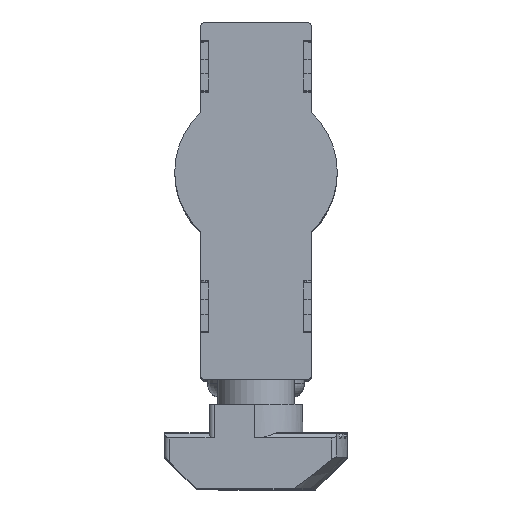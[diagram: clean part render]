
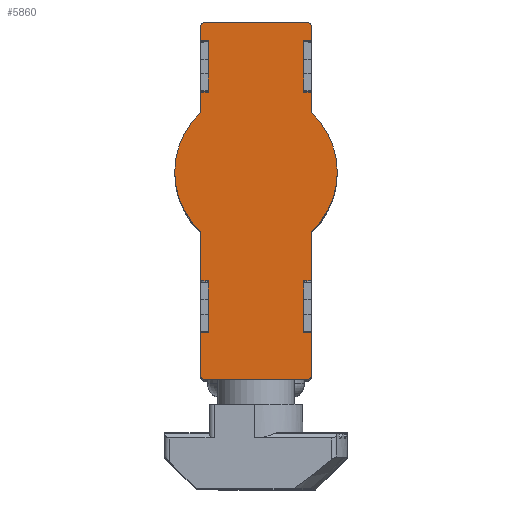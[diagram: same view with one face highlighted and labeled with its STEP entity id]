
A CAD part, top view. The second image highlights one B-rep face of the part: STEP entity #5860.
In plain terms, the highlighted planar face has unit normal (0, 0, 1).
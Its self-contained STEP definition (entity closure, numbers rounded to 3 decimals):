
#223=PLANE('',#6428);
#424=LINE('',#13276,#923);
#438=LINE('',#13305,#937);
#454=LINE('',#13338,#953);
#470=LINE('',#13371,#969);
#545=LINE('',#13541,#1044);
#548=LINE('',#13547,#1047);
#551=LINE('',#13555,#1050);
#553=LINE('',#13560,#1052);
#557=LINE('',#13568,#1056);
#559=LINE('',#13574,#1058);
#562=LINE('',#13580,#1061);
#566=LINE('',#13592,#1065);
#567=LINE('',#13595,#1066);
#569=LINE('',#13601,#1068);
#572=LINE('',#13607,#1071);
#573=LINE('',#13611,#1072);
#577=LINE('',#13620,#1076);
#581=LINE('',#13628,#1080);
#583=LINE('',#13634,#1082);
#586=LINE('',#13640,#1085);
#590=LINE('',#13652,#1089);
#591=LINE('',#13655,#1090);
#923=VECTOR('',#7313,1000.);
#937=VECTOR('',#7333,1000.);
#953=VECTOR('',#7355,1000.);
#969=VECTOR('',#7377,1000.);
#1044=VECTOR('',#7494,1000.);
#1047=VECTOR('',#7499,1000.);
#1050=VECTOR('',#7504,1000.);
#1052=VECTOR('',#7508,1000.);
#1056=VECTOR('',#7516,1000.);
#1058=VECTOR('',#7522,1000.);
#1061=VECTOR('',#7527,1000.);
#1065=VECTOR('',#7539,1000.);
#1066=VECTOR('',#7544,1000.);
#1068=VECTOR('',#7550,1000.);
#1071=VECTOR('',#7555,1000.);
#1072=VECTOR('',#7558,1000.);
#1076=VECTOR('',#7564,1000.);
#1080=VECTOR('',#7572,1000.);
#1082=VECTOR('',#7578,1000.);
#1085=VECTOR('',#7583,1000.);
#1089=VECTOR('',#7595,1000.);
#1090=VECTOR('',#7600,1000.);
#1572=CIRCLE('',#6408,8.45);
#1578=CIRCLE('',#6424,8.45);
#1580=CIRCLE('',#6429,0.5);
#1581=CIRCLE('',#6430,0.5);
#1582=CIRCLE('',#6431,0.5);
#1583=CIRCLE('',#6432,0.5);
#1841=FACE_OUTER_BOUND('',#2194,.T.);
#2194=EDGE_LOOP('',(#4717,#4718,#4719,#4720,#4721,#4722,#4723,#4724,#4725,
#4726,#4727,#4728,#4729,#4730,#4731,#4732,#4733,#4734,#4735,#4736,#4737,
#4738,#4739,#4740,#4741,#4742,#4743,#4744));
#2657=VERTEX_POINT('',#13273);
#2658=VERTEX_POINT('',#13275);
#2669=VERTEX_POINT('',#13302);
#2670=VERTEX_POINT('',#13304);
#2683=VERTEX_POINT('',#13335);
#2684=VERTEX_POINT('',#13337);
#2697=VERTEX_POINT('',#13368);
#2698=VERTEX_POINT('',#13370);
#2772=VERTEX_POINT('',#13539);
#2774=VERTEX_POINT('',#13545);
#2777=VERTEX_POINT('',#13552);
#2778=VERTEX_POINT('',#13554);
#2779=VERTEX_POINT('',#13558);
#2780=VERTEX_POINT('',#13559);
#2784=VERTEX_POINT('',#13572);
#2786=VERTEX_POINT('',#13578);
#2788=VERTEX_POINT('',#13584);
#2790=VERTEX_POINT('',#13590);
#2792=VERTEX_POINT('',#13599);
#2794=VERTEX_POINT('',#13605);
#2795=VERTEX_POINT('',#13609);
#2796=VERTEX_POINT('',#13610);
#2799=VERTEX_POINT('',#13618);
#2800=VERTEX_POINT('',#13619);
#2804=VERTEX_POINT('',#13632);
#2806=VERTEX_POINT('',#13638);
#2808=VERTEX_POINT('',#13644);
#2810=VERTEX_POINT('',#13650);
#3320=EDGE_CURVE('',#2658,#2657,#424,.T.);
#3334=EDGE_CURVE('',#2670,#2669,#438,.T.);
#3350=EDGE_CURVE('',#2684,#2683,#454,.T.);
#3366=EDGE_CURVE('',#2698,#2697,#470,.T.);
#3456=EDGE_CURVE('',#2697,#2772,#545,.T.);
#3459=EDGE_CURVE('',#2772,#2774,#548,.T.);
#3462=EDGE_CURVE('',#2778,#2777,#551,.T.);
#3464=EDGE_CURVE('',#2779,#2780,#553,.T.);
#3469=EDGE_CURVE('',#2780,#2684,#557,.T.);
#3472=EDGE_CURVE('',#2683,#2784,#559,.T.);
#3475=EDGE_CURVE('',#2784,#2786,#562,.T.);
#3478=EDGE_CURVE('',#2786,#2788,#1572,.T.);
#3481=EDGE_CURVE('',#2788,#2790,#566,.T.);
#3483=EDGE_CURVE('',#2790,#2670,#567,.T.);
#3486=EDGE_CURVE('',#2669,#2792,#569,.T.);
#3489=EDGE_CURVE('',#2792,#2794,#572,.T.);
#3490=EDGE_CURVE('',#2795,#2796,#573,.T.);
#3494=EDGE_CURVE('',#2799,#2800,#577,.T.);
#3499=EDGE_CURVE('',#2800,#2658,#581,.T.);
#3502=EDGE_CURVE('',#2657,#2804,#583,.T.);
#3505=EDGE_CURVE('',#2804,#2806,#586,.T.);
#3508=EDGE_CURVE('',#2806,#2808,#1578,.T.);
#3511=EDGE_CURVE('',#2808,#2810,#590,.T.);
#3513=EDGE_CURVE('',#2810,#2698,#591,.T.);
#3514=EDGE_CURVE('',#2794,#2795,#1580,.T.);
#3515=EDGE_CURVE('',#2796,#2799,#1581,.T.);
#3516=EDGE_CURVE('',#2774,#2778,#1582,.T.);
#3517=EDGE_CURVE('',#2777,#2779,#1583,.T.);
#4717=ORIENTED_EDGE('',*,*,#3489,.T.);
#4718=ORIENTED_EDGE('',*,*,#3514,.T.);
#4719=ORIENTED_EDGE('',*,*,#3490,.T.);
#4720=ORIENTED_EDGE('',*,*,#3515,.T.);
#4721=ORIENTED_EDGE('',*,*,#3494,.T.);
#4722=ORIENTED_EDGE('',*,*,#3499,.T.);
#4723=ORIENTED_EDGE('',*,*,#3320,.T.);
#4724=ORIENTED_EDGE('',*,*,#3502,.T.);
#4725=ORIENTED_EDGE('',*,*,#3505,.T.);
#4726=ORIENTED_EDGE('',*,*,#3508,.T.);
#4727=ORIENTED_EDGE('',*,*,#3511,.T.);
#4728=ORIENTED_EDGE('',*,*,#3513,.T.);
#4729=ORIENTED_EDGE('',*,*,#3366,.T.);
#4730=ORIENTED_EDGE('',*,*,#3456,.T.);
#4731=ORIENTED_EDGE('',*,*,#3459,.T.);
#4732=ORIENTED_EDGE('',*,*,#3516,.T.);
#4733=ORIENTED_EDGE('',*,*,#3462,.T.);
#4734=ORIENTED_EDGE('',*,*,#3517,.T.);
#4735=ORIENTED_EDGE('',*,*,#3464,.T.);
#4736=ORIENTED_EDGE('',*,*,#3469,.T.);
#4737=ORIENTED_EDGE('',*,*,#3350,.T.);
#4738=ORIENTED_EDGE('',*,*,#3472,.T.);
#4739=ORIENTED_EDGE('',*,*,#3475,.T.);
#4740=ORIENTED_EDGE('',*,*,#3478,.T.);
#4741=ORIENTED_EDGE('',*,*,#3481,.T.);
#4742=ORIENTED_EDGE('',*,*,#3483,.T.);
#4743=ORIENTED_EDGE('',*,*,#3334,.T.);
#4744=ORIENTED_EDGE('',*,*,#3486,.T.);
#5860=ADVANCED_FACE('',(#1841),#223,.T.);
#6408=AXIS2_PLACEMENT_3D('',#13586,#7533,#7534);
#6424=AXIS2_PLACEMENT_3D('',#13646,#7589,#7590);
#6428=AXIS2_PLACEMENT_3D('',#13656,#7601,#7602);
#6429=AXIS2_PLACEMENT_3D('',#13657,#7603,#7604);
#6430=AXIS2_PLACEMENT_3D('',#13658,#7605,#7606);
#6431=AXIS2_PLACEMENT_3D('',#13659,#7607,#7608);
#6432=AXIS2_PLACEMENT_3D('',#13660,#7609,#7610);
#7313=DIRECTION('',(-1.,0.,0.));
#7333=DIRECTION('',(1.,0.,0.));
#7355=DIRECTION('',(1.,0.,0.));
#7377=DIRECTION('',(-1.,0.,0.));
#7494=DIRECTION('',(0.,1.,0.));
#7499=DIRECTION('',(-1.,0.,0.));
#7504=DIRECTION('',(0.,-1.,0.));
#7508=DIRECTION('',(1.,0.,0.));
#7516=DIRECTION('',(0.,1.,0.));
#7522=DIRECTION('',(0.,-1.,0.));
#7527=DIRECTION('',(1.,0.,0.));
#7533=DIRECTION('center_axis',(0.,0.,1.));
#7534=DIRECTION('ref_axis',(1.,0.,0.));
#7539=DIRECTION('',(1.,0.,0.));
#7544=DIRECTION('',(0.,1.,0.));
#7550=DIRECTION('',(0.,-1.,0.));
#7555=DIRECTION('',(1.,0.,0.));
#7558=DIRECTION('',(0.,1.,0.));
#7564=DIRECTION('',(-1.,0.,0.));
#7572=DIRECTION('',(0.,-1.,0.));
#7578=DIRECTION('',(0.,1.,0.));
#7583=DIRECTION('',(-1.,0.,0.));
#7589=DIRECTION('center_axis',(0.,0.,1.));
#7590=DIRECTION('ref_axis',(1.,0.,0.));
#7595=DIRECTION('',(-1.,0.,0.));
#7600=DIRECTION('',(0.,-1.,0.));
#7601=DIRECTION('center_axis',(0.,0.,1.));
#7602=DIRECTION('ref_axis',(1.,0.,0.));
#7603=DIRECTION('center_axis',(0.,0.,1.));
#7604=DIRECTION('ref_axis',(1.,0.,0.));
#7605=DIRECTION('center_axis',(0.,0.,1.));
#7606=DIRECTION('ref_axis',(1.,0.,0.));
#7607=DIRECTION('center_axis',(0.,0.,1.));
#7608=DIRECTION('ref_axis',(1.,0.,0.));
#7609=DIRECTION('center_axis',(0.,0.,1.));
#7610=DIRECTION('ref_axis',(1.,0.,0.));
#13273=CARTESIAN_POINT('',(8.3,4.95,1.4));
#13275=CARTESIAN_POINT('',(13.7,4.95,1.4));
#13276=CARTESIAN_POINT('',(8.3,4.95,1.4));
#13302=CARTESIAN_POINT('',(13.7,-4.95,1.4));
#13304=CARTESIAN_POINT('',(8.3,-4.95,1.4));
#13305=CARTESIAN_POINT('',(8.3,-4.95,1.4));
#13335=CARTESIAN_POINT('',(-11.3,-4.95,1.4));
#13337=CARTESIAN_POINT('',(-16.7,-4.95,1.4));
#13338=CARTESIAN_POINT('',(-16.7,-4.95,1.4));
#13368=CARTESIAN_POINT('',(-16.7,4.95,1.4));
#13370=CARTESIAN_POINT('',(-11.3,4.95,1.4));
#13371=CARTESIAN_POINT('',(-16.7,4.95,1.4));
#13539=CARTESIAN_POINT('',(-16.7,5.75,1.4));
#13541=CARTESIAN_POINT('',(-16.7,5.75,1.4));
#13545=CARTESIAN_POINT('',(-21.1,5.75,1.4));
#13547=CARTESIAN_POINT('',(-21.6,5.75,1.4));
#13552=CARTESIAN_POINT('',(-21.6,-5.25,1.4));
#13554=CARTESIAN_POINT('',(-21.6,5.25,1.4));
#13555=CARTESIAN_POINT('',(-21.6,5.75,1.4));
#13558=CARTESIAN_POINT('',(-21.1,-5.75,1.4));
#13559=CARTESIAN_POINT('',(-16.7,-5.75,1.4));
#13560=CARTESIAN_POINT('',(-21.6,-5.75,1.4));
#13568=CARTESIAN_POINT('',(-16.7,-4.95,1.4));
#13572=CARTESIAN_POINT('',(-11.3,-5.75,1.4));
#13574=CARTESIAN_POINT('',(-11.3,-4.95,1.4));
#13578=CARTESIAN_POINT('',(-6.192,-5.75,1.4));
#13580=CARTESIAN_POINT('',(-11.3,-5.75,1.4));
#13584=CARTESIAN_POINT('',(6.192,-5.75,1.4));
#13586=CARTESIAN_POINT('Origin',(0.,0.,1.4));
#13590=CARTESIAN_POINT('',(8.3,-5.75,1.4));
#13592=CARTESIAN_POINT('',(6.192,-5.75,1.4));
#13595=CARTESIAN_POINT('',(8.3,-4.95,1.4));
#13599=CARTESIAN_POINT('',(13.7,-5.75,1.4));
#13601=CARTESIAN_POINT('',(13.7,-4.95,1.4));
#13605=CARTESIAN_POINT('',(15.1,-5.75,1.4));
#13607=CARTESIAN_POINT('',(13.7,-5.75,1.4));
#13609=CARTESIAN_POINT('',(15.6,-5.25,1.4));
#13610=CARTESIAN_POINT('',(15.6,5.25,1.4));
#13611=CARTESIAN_POINT('',(15.6,5.75,1.4));
#13618=CARTESIAN_POINT('',(15.1,5.75,1.4));
#13619=CARTESIAN_POINT('',(13.7,5.75,1.4));
#13620=CARTESIAN_POINT('',(13.7,5.75,1.4));
#13628=CARTESIAN_POINT('',(13.7,5.75,1.4));
#13632=CARTESIAN_POINT('',(8.3,5.75,1.4));
#13634=CARTESIAN_POINT('',(8.3,5.75,1.4));
#13638=CARTESIAN_POINT('',(6.192,5.75,1.4));
#13640=CARTESIAN_POINT('',(6.192,5.75,1.4));
#13644=CARTESIAN_POINT('',(-6.192,5.75,1.4));
#13646=CARTESIAN_POINT('Origin',(0.,0.,1.4));
#13650=CARTESIAN_POINT('',(-11.3,5.75,1.4));
#13652=CARTESIAN_POINT('',(-11.3,5.75,1.4));
#13655=CARTESIAN_POINT('',(-11.3,5.75,1.4));
#13656=CARTESIAN_POINT('Origin',(0.,0.,1.4));
#13657=CARTESIAN_POINT('Origin',(15.1,-5.25,1.4));
#13658=CARTESIAN_POINT('Origin',(15.1,5.25,1.4));
#13659=CARTESIAN_POINT('Origin',(-21.1,5.25,1.4));
#13660=CARTESIAN_POINT('Origin',(-21.1,-5.25,1.4));
